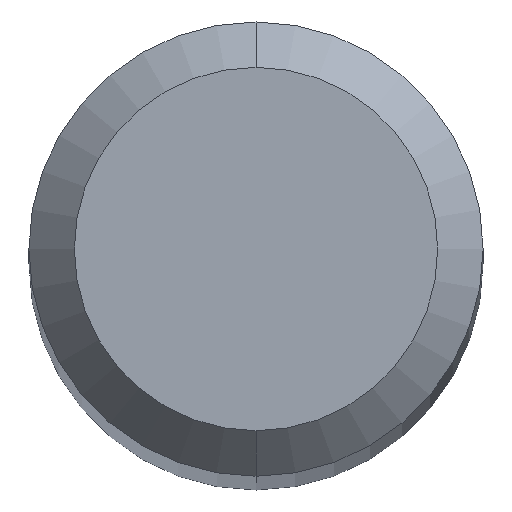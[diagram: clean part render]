
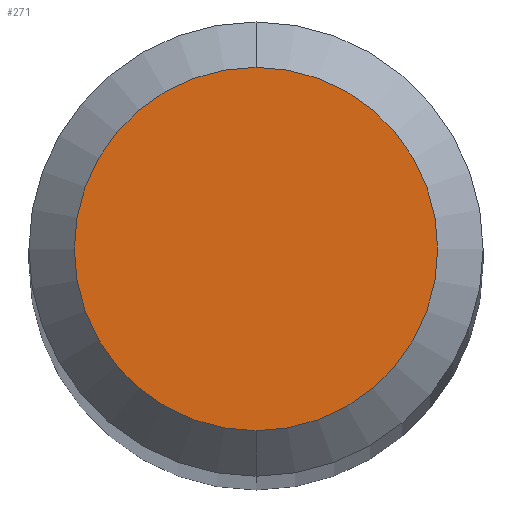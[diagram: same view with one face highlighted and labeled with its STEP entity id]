
A CAD part, top view. The second image highlights one B-rep face of the part: STEP entity #271.
In plain terms, the highlighted planar face has unit normal (0, 0, 1).
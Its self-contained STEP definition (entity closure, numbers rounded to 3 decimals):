
#181=EDGE_CURVE('',#241,#221,#488,.T.);
#221=VERTEX_POINT('',#535);
#241=VERTEX_POINT('',#557);
#271=ADVANCED_FACE('',(#589),#590,.T.);
#333=EDGE_CURVE('',#221,#241,#657,.T.);
#488=CIRCLE('',#819,1.2);
#535=CARTESIAN_POINT('',(0.0,1.2,0.0));
#557=CARTESIAN_POINT('',(0.,-1.2,0.0));
#589=FACE_OUTER_BOUND('',#961,.T.);
#590=PLANE('',#962);
#657=CIRCLE('',#1059,1.2);
#819=AXIS2_PLACEMENT_3D('',#1448,#1449,#1450);
#961=EDGE_LOOP('',(#1579,#1580));
#962=AXIS2_PLACEMENT_3D('',#1581,#1582,#1583);
#1059=AXIS2_PLACEMENT_3D('',#1654,#1655,#1656);
#1448=CARTESIAN_POINT('',(0.0,0.0,0.0));
#1449=DIRECTION('',(0.0,0.0,-1.0));
#1450=DIRECTION('',(0.0,1.0,0.0));
#1579=ORIENTED_EDGE('',*,*,#333,.F.);
#1580=ORIENTED_EDGE('',*,*,#181,.F.);
#1581=CARTESIAN_POINT('',(0.0,0.6,0.0));
#1582=DIRECTION('',(-0.0,0.0,1.0));
#1583=DIRECTION('',(0.0,-1.0,0.0));
#1654=CARTESIAN_POINT('',(0.0,0.0,0.0));
#1655=DIRECTION('',(0.0,0.0,-1.0));
#1656=DIRECTION('',(0.0,1.0,0.0));
